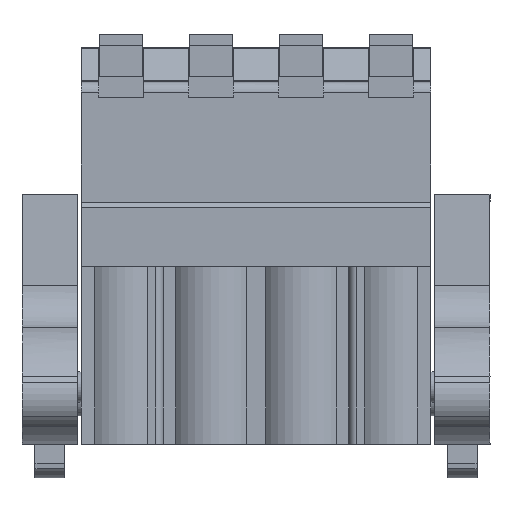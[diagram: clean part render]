
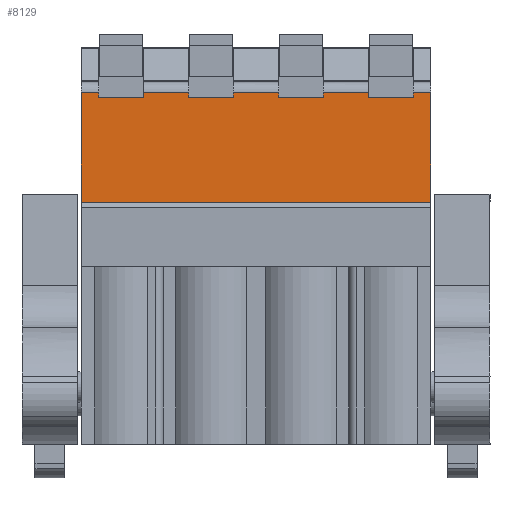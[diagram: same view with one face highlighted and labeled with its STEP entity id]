
A CAD part, front view. The second image highlights one B-rep face of the part: STEP entity #8129.
In plain terms, the highlighted planar face has unit normal (0, -1, 0).
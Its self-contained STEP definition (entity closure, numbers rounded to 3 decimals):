
#7981=AXIS2_PLACEMENT_3D('Plane Axis2P3D',#7978,#7979,#7980) ;
#6419=CARTESIAN_POINT('Vertex',(34.66,0.45,32.636)) ;
#6422=CARTESIAN_POINT('Line Origine',(34.66,0.45,27.991)) ;
#6426=CARTESIAN_POINT('Vertex',(34.66,0.45,23.346)) ;
#7958=CARTESIAN_POINT('Line Origine',(19.83,0.45,32.636)) ;
#7962=CARTESIAN_POINT('Vertex',(33.16,0.45,32.636)) ;
#7978=CARTESIAN_POINT('Axis2P3D Location',(5.,0.45,23.346)) ;
#7983=CARTESIAN_POINT('Line Origine',(10.3,0.45,32.426)) ;
#7987=CARTESIAN_POINT('Vertex',(10.3,0.45,32.636)) ;
#7989=CARTESIAN_POINT('Vertex',(10.3,0.45,32.216)) ;
#7992=CARTESIAN_POINT('Line Origine',(8.4,0.45,32.216)) ;
#7996=CARTESIAN_POINT('Vertex',(6.5,0.45,32.216)) ;
#7999=CARTESIAN_POINT('Line Origine',(6.5,0.45,32.426)) ;
#8003=CARTESIAN_POINT('Vertex',(6.5,0.45,32.636)) ;
#8006=CARTESIAN_POINT('Line Origine',(5.75,0.45,32.636)) ;
#8010=CARTESIAN_POINT('Vertex',(5.,0.45,32.636)) ;
#8013=CARTESIAN_POINT('Line Origine',(5.,0.45,27.991)) ;
#8017=CARTESIAN_POINT('Vertex',(5.,0.45,23.346)) ;
#8020=CARTESIAN_POINT('Line Origine',(19.83,0.45,23.346)) ;
#8025=CARTESIAN_POINT('Line Origine',(33.16,0.45,32.426)) ;
#8029=CARTESIAN_POINT('Vertex',(33.16,0.45,32.216)) ;
#8032=CARTESIAN_POINT('Line Origine',(31.26,0.45,32.216)) ;
#8036=CARTESIAN_POINT('Vertex',(29.36,0.45,32.216)) ;
#8039=CARTESIAN_POINT('Line Origine',(29.36,0.45,32.426)) ;
#8043=CARTESIAN_POINT('Vertex',(29.36,0.45,32.636)) ;
#8046=CARTESIAN_POINT('Line Origine',(27.45,0.45,32.636)) ;
#8050=CARTESIAN_POINT('Vertex',(25.54,0.45,32.636)) ;
#8053=CARTESIAN_POINT('Line Origine',(25.54,0.45,32.426)) ;
#8057=CARTESIAN_POINT('Vertex',(25.54,0.45,32.216)) ;
#8060=CARTESIAN_POINT('Line Origine',(23.64,0.45,32.216)) ;
#8064=CARTESIAN_POINT('Vertex',(21.74,0.45,32.216)) ;
#8067=CARTESIAN_POINT('Line Origine',(21.74,0.45,32.426)) ;
#8071=CARTESIAN_POINT('Vertex',(21.74,0.45,32.636)) ;
#8074=CARTESIAN_POINT('Line Origine',(19.83,0.45,32.636)) ;
#8078=CARTESIAN_POINT('Vertex',(17.92,0.45,32.636)) ;
#8081=CARTESIAN_POINT('Line Origine',(17.92,0.45,32.426)) ;
#8085=CARTESIAN_POINT('Vertex',(17.92,0.45,32.216)) ;
#8088=CARTESIAN_POINT('Line Origine',(16.02,0.45,32.216)) ;
#8092=CARTESIAN_POINT('Vertex',(14.12,0.45,32.216)) ;
#8095=CARTESIAN_POINT('Line Origine',(14.12,0.45,32.426)) ;
#8099=CARTESIAN_POINT('Vertex',(14.12,0.45,32.636)) ;
#8102=CARTESIAN_POINT('Line Origine',(12.21,0.45,32.636)) ;
#6423=DIRECTION('Vector Direction',(0.,0.,1.)) ;
#7959=DIRECTION('Vector Direction',(-1.,0.,0.)) ;
#7979=DIRECTION('Axis2P3D Direction',(0.,1.,0.)) ;
#7980=DIRECTION('Axis2P3D XDirection',(0.,0.,1.)) ;
#7984=DIRECTION('Vector Direction',(0.,0.,1.)) ;
#7993=DIRECTION('Vector Direction',(1.,0.,0.)) ;
#8000=DIRECTION('Vector Direction',(0.,0.,1.)) ;
#8007=DIRECTION('Vector Direction',(1.,0.,0.)) ;
#8014=DIRECTION('Vector Direction',(0.,0.,1.)) ;
#8021=DIRECTION('Vector Direction',(1.,0.,0.)) ;
#8026=DIRECTION('Vector Direction',(0.,0.,1.)) ;
#8033=DIRECTION('Vector Direction',(1.,0.,0.)) ;
#8040=DIRECTION('Vector Direction',(0.,0.,1.)) ;
#8047=DIRECTION('Vector Direction',(1.,0.,0.)) ;
#8054=DIRECTION('Vector Direction',(0.,0.,1.)) ;
#8061=DIRECTION('Vector Direction',(1.,0.,0.)) ;
#8068=DIRECTION('Vector Direction',(0.,0.,1.)) ;
#8075=DIRECTION('Vector Direction',(1.,0.,0.)) ;
#8082=DIRECTION('Vector Direction',(0.,0.,1.)) ;
#8089=DIRECTION('Vector Direction',(1.,0.,0.)) ;
#8096=DIRECTION('Vector Direction',(0.,0.,1.)) ;
#8103=DIRECTION('Vector Direction',(1.,0.,0.)) ;
#6424=VECTOR('Line Direction',#6423,1.) ;
#7960=VECTOR('Line Direction',#7959,1.) ;
#7985=VECTOR('Line Direction',#7984,1.) ;
#7994=VECTOR('Line Direction',#7993,1.) ;
#8001=VECTOR('Line Direction',#8000,1.) ;
#8008=VECTOR('Line Direction',#8007,1.) ;
#8015=VECTOR('Line Direction',#8014,1.) ;
#8022=VECTOR('Line Direction',#8021,1.) ;
#8027=VECTOR('Line Direction',#8026,1.) ;
#8034=VECTOR('Line Direction',#8033,1.) ;
#8041=VECTOR('Line Direction',#8040,1.) ;
#8048=VECTOR('Line Direction',#8047,1.) ;
#8055=VECTOR('Line Direction',#8054,1.) ;
#8062=VECTOR('Line Direction',#8061,1.) ;
#8069=VECTOR('Line Direction',#8068,1.) ;
#8076=VECTOR('Line Direction',#8075,1.) ;
#8083=VECTOR('Line Direction',#8082,1.) ;
#8090=VECTOR('Line Direction',#8089,1.) ;
#8097=VECTOR('Line Direction',#8096,1.) ;
#8104=VECTOR('Line Direction',#8103,1.) ;
#8108=ORIENTED_EDGE('',*,*,#7991,.T.) ;
#8109=ORIENTED_EDGE('',*,*,#7998,.F.) ;
#8110=ORIENTED_EDGE('',*,*,#8005,.F.) ;
#8111=ORIENTED_EDGE('',*,*,#8012,.F.) ;
#8112=ORIENTED_EDGE('',*,*,#8019,.F.) ;
#8113=ORIENTED_EDGE('',*,*,#8024,.T.) ;
#8114=ORIENTED_EDGE('',*,*,#6428,.T.) ;
#8115=ORIENTED_EDGE('',*,*,#7964,.F.) ;
#8116=ORIENTED_EDGE('',*,*,#8031,.T.) ;
#8117=ORIENTED_EDGE('',*,*,#8038,.F.) ;
#8118=ORIENTED_EDGE('',*,*,#8045,.F.) ;
#8119=ORIENTED_EDGE('',*,*,#8052,.F.) ;
#8120=ORIENTED_EDGE('',*,*,#8059,.T.) ;
#8121=ORIENTED_EDGE('',*,*,#8066,.F.) ;
#8122=ORIENTED_EDGE('',*,*,#8073,.F.) ;
#8123=ORIENTED_EDGE('',*,*,#8080,.F.) ;
#8124=ORIENTED_EDGE('',*,*,#8087,.T.) ;
#8125=ORIENTED_EDGE('',*,*,#8094,.F.) ;
#8126=ORIENTED_EDGE('',*,*,#8101,.F.) ;
#8127=ORIENTED_EDGE('',*,*,#8106,.F.) ;
#8129=ADVANCED_FACE('HOUSING',(#8128),#7982,.F.) ;
#6428=EDGE_CURVE('',#6427,#6420,#6425,.T.) ;
#7964=EDGE_CURVE('',#7963,#6420,#7961,.F.) ;
#7991=EDGE_CURVE('',#7988,#7990,#7986,.F.) ;
#7998=EDGE_CURVE('',#7997,#7990,#7995,.T.) ;
#8005=EDGE_CURVE('',#8004,#7997,#8002,.F.) ;
#8012=EDGE_CURVE('',#8011,#8004,#8009,.T.) ;
#8019=EDGE_CURVE('',#8018,#8011,#8016,.T.) ;
#8024=EDGE_CURVE('',#8018,#6427,#8023,.T.) ;
#8031=EDGE_CURVE('',#7963,#8030,#8028,.F.) ;
#8038=EDGE_CURVE('',#8037,#8030,#8035,.T.) ;
#8045=EDGE_CURVE('',#8044,#8037,#8042,.F.) ;
#8052=EDGE_CURVE('',#8051,#8044,#8049,.T.) ;
#8059=EDGE_CURVE('',#8051,#8058,#8056,.F.) ;
#8066=EDGE_CURVE('',#8065,#8058,#8063,.T.) ;
#8073=EDGE_CURVE('',#8072,#8065,#8070,.F.) ;
#8080=EDGE_CURVE('',#8079,#8072,#8077,.T.) ;
#8087=EDGE_CURVE('',#8079,#8086,#8084,.F.) ;
#8094=EDGE_CURVE('',#8093,#8086,#8091,.T.) ;
#8101=EDGE_CURVE('',#8100,#8093,#8098,.F.) ;
#8106=EDGE_CURVE('',#7988,#8100,#8105,.T.) ;
#8107=EDGE_LOOP('',(#8108,#8109,#8110,#8111,#8112,#8113,#8114,#8115,#8116,#8117,#8118,#8119,#8120,#8121,#8122,#8123,#8124,#8125,#8126,#8127)) ;
#8128=FACE_OUTER_BOUND('',#8107,.T.) ;
#6425=LINE('Line',#6422,#6424) ;
#7961=LINE('Line',#7958,#7960) ;
#7986=LINE('Line',#7983,#7985) ;
#7995=LINE('Line',#7992,#7994) ;
#8002=LINE('Line',#7999,#8001) ;
#8009=LINE('Line',#8006,#8008) ;
#8016=LINE('Line',#8013,#8015) ;
#8023=LINE('Line',#8020,#8022) ;
#8028=LINE('Line',#8025,#8027) ;
#8035=LINE('Line',#8032,#8034) ;
#8042=LINE('Line',#8039,#8041) ;
#8049=LINE('Line',#8046,#8048) ;
#8056=LINE('Line',#8053,#8055) ;
#8063=LINE('Line',#8060,#8062) ;
#8070=LINE('Line',#8067,#8069) ;
#8077=LINE('Line',#8074,#8076) ;
#8084=LINE('Line',#8081,#8083) ;
#8091=LINE('Line',#8088,#8090) ;
#8098=LINE('Line',#8095,#8097) ;
#8105=LINE('Line',#8102,#8104) ;
#7982=PLANE('',#7981) ;
#6420=VERTEX_POINT('',#6419) ;
#6427=VERTEX_POINT('',#6426) ;
#7963=VERTEX_POINT('',#7962) ;
#7988=VERTEX_POINT('',#7987) ;
#7990=VERTEX_POINT('',#7989) ;
#7997=VERTEX_POINT('',#7996) ;
#8004=VERTEX_POINT('',#8003) ;
#8011=VERTEX_POINT('',#8010) ;
#8018=VERTEX_POINT('',#8017) ;
#8030=VERTEX_POINT('',#8029) ;
#8037=VERTEX_POINT('',#8036) ;
#8044=VERTEX_POINT('',#8043) ;
#8051=VERTEX_POINT('',#8050) ;
#8058=VERTEX_POINT('',#8057) ;
#8065=VERTEX_POINT('',#8064) ;
#8072=VERTEX_POINT('',#8071) ;
#8079=VERTEX_POINT('',#8078) ;
#8086=VERTEX_POINT('',#8085) ;
#8093=VERTEX_POINT('',#8092) ;
#8100=VERTEX_POINT('',#8099) ;
